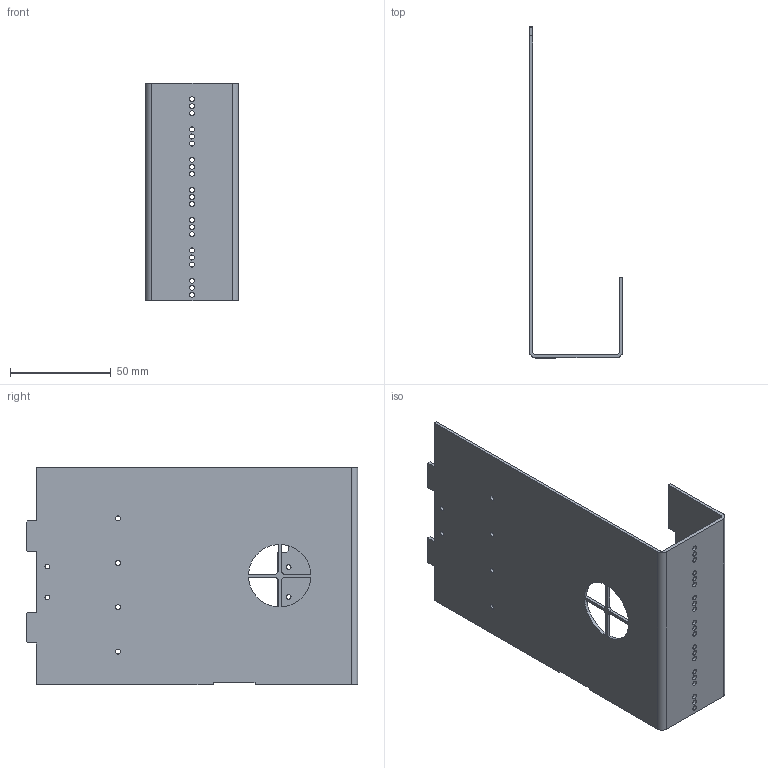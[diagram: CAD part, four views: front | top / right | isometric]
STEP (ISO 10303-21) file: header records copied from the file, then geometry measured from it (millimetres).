
FILE_DESCRIPTION(/* description */ (''),/* implementation_level */ '2;1');
FILE_NAME(/* name */ 'Slot Fixed Wall 2.step',/* time_stamp */ '2023-09-12T14:58:59+02:00',/* author */ (''),/* organization */ (''),/* preprocessor_version */ 'ST-DEVELOPER v20',/* originating_system */ 'Autodesk Translation Framework v12.9.0.99',/* authorisation */ '');
FILE_SCHEMA (('AUTOMOTIVE_DESIGN { 1 0 10303 214 3 1 1 }'));
Length unit declared in the file: millimetre
Products named in the file (1): Slot Fixed Wall 2
Bounding box: 46 x 164.5 x 107.75 mm (x, y, z)
Volume: 37597.3 mm3; surface area: 51882.1 mm2
Topology: 1 solids, 1 shells, 91 faces, 259 edges, 170 vertices
Faces by surface type: plane 50, cylinder 41
Full cylindrical faces by diameter (mm): 2.3 x4, 2.5 x25
Entity records: 3136 total; most frequent: DIRECTION 525, CARTESIAN_POINT 521, ORIENTED_EDGE 518, EDGE_CURVE 259, LINE 177, VECTOR 177, AXIS2_PLACEMENT_3D 174, VERTEX_POINT 170
